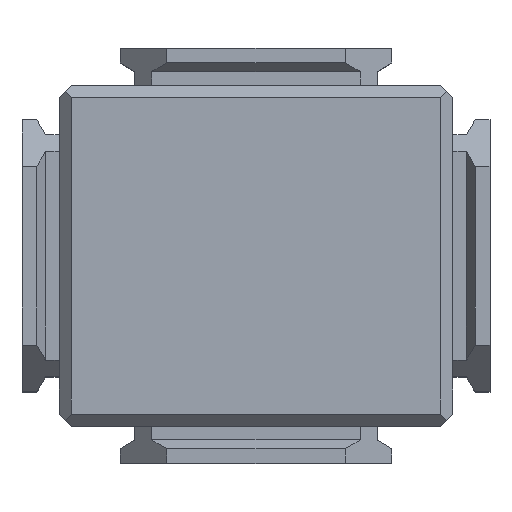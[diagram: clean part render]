
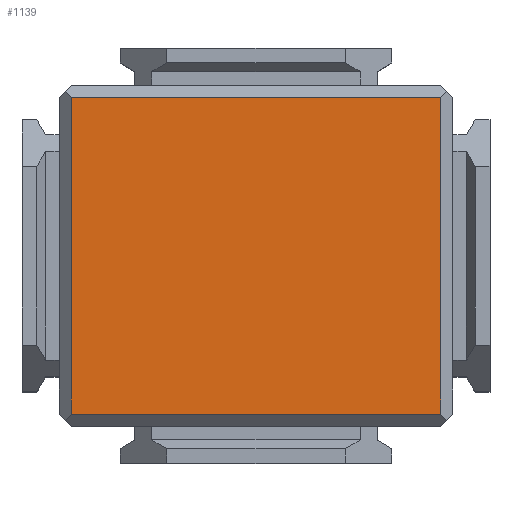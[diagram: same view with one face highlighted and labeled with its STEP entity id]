
A CAD part, top view. The second image highlights one B-rep face of the part: STEP entity #1139.
In plain terms, the highlighted planar face has unit normal (0, 0, 1).
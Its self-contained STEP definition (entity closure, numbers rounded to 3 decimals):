
#102 = DIRECTION ( 'NONE',  ( 0., 0., 1. ) ) ;
#119 = VECTOR ( 'NONE', #2945, 1000. ) ;
#411 = VECTOR ( 'NONE', #1231, 1000. ) ;
#568 = EDGE_CURVE ( 'NONE', #3649, #3522, #2291, .T. ) ;
#628 = ORIENTED_EDGE ( 'NONE', *, *, #2787, .T. ) ;
#728 = CARTESIAN_POINT ( 'NONE',  ( -19.825, 17., 18.3 ) ) ;
#974 = VECTOR ( 'NONE', #3909, 1000. ) ;
#1115 = EDGE_CURVE ( 'NONE', #3288, #1727, #1589, .T. ) ;
#1139 = ADVANCED_FACE ( 'NONE', ( #3535 ), #2124, .T. ) ;
#1231 = DIRECTION ( 'NONE',  ( 0., -1., 0. ) ) ;
#1260 = DIRECTION ( 'NONE',  ( 1., 0., 0. ) ) ;
#1316 = ORIENTED_EDGE ( 'NONE', *, *, #1115, .T. ) ;
#1589 = LINE ( 'NONE', #2888, #411 ) ;
#1679 = AXIS2_PLACEMENT_3D ( 'NONE', #3872, #102, #4147 ) ;
#1727 = VERTEX_POINT ( 'NONE', #3969 ) ;
#1852 = CARTESIAN_POINT ( 'NONE',  ( 19.825, 17., 18.3 ) ) ;
#1997 = EDGE_CURVE ( 'NONE', #1727, #3649, #2922, .T. ) ;
#2124 = PLANE ( 'NONE',  #1679 ) ;
#2248 = VECTOR ( 'NONE', #1260, 1000. ) ;
#2291 = LINE ( 'NONE', #3283, #119 ) ;
#2476 = ORIENTED_EDGE ( 'NONE', *, *, #1997, .T. ) ;
#2777 = ORIENTED_EDGE ( 'NONE', *, *, #568, .T. ) ;
#2787 = EDGE_CURVE ( 'NONE', #3522, #3288, #4250, .T. ) ;
#2888 = CARTESIAN_POINT ( 'NONE',  ( -19.825, 0., 18.3 ) ) ;
#2895 = CARTESIAN_POINT ( 'NONE',  ( 0., 17., 18.3 ) ) ;
#2922 = LINE ( 'NONE', #4323, #2248 ) ;
#2945 = DIRECTION ( 'NONE',  ( 0., 1., 0. ) ) ;
#3283 = CARTESIAN_POINT ( 'NONE',  ( 19.825, 0., 18.3 ) ) ;
#3288 = VERTEX_POINT ( 'NONE', #728 ) ;
#3522 = VERTEX_POINT ( 'NONE', #1852 ) ;
#3535 = FACE_OUTER_BOUND ( 'NONE', #3786, .T. ) ;
#3649 = VERTEX_POINT ( 'NONE', #4089 ) ;
#3786 = EDGE_LOOP ( 'NONE', ( #1316, #2476, #2777, #628 ) ) ;
#3872 = CARTESIAN_POINT ( 'NONE',  ( 0., 0., 18.3 ) ) ;
#3909 = DIRECTION ( 'NONE',  ( -1., 0., 0. ) ) ;
#3969 = CARTESIAN_POINT ( 'NONE',  ( -19.825, -17., 18.3 ) ) ;
#4089 = CARTESIAN_POINT ( 'NONE',  ( 19.825, -17., 18.3 ) ) ;
#4147 = DIRECTION ( 'NONE',  ( 1., 0., 0. ) ) ;
#4250 = LINE ( 'NONE', #2895, #974 ) ;
#4323 = CARTESIAN_POINT ( 'NONE',  ( 0., -17., 18.3 ) ) ;
